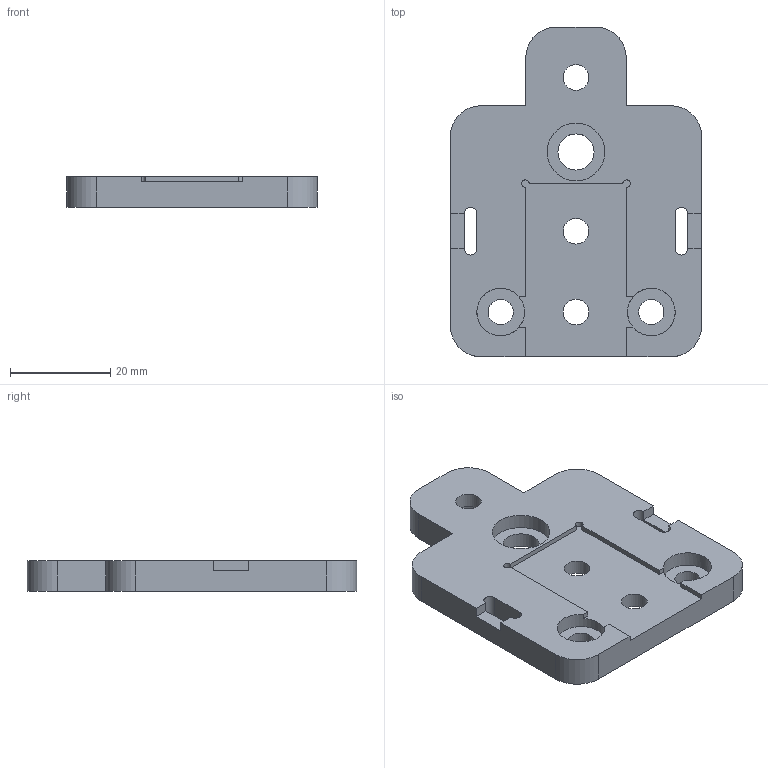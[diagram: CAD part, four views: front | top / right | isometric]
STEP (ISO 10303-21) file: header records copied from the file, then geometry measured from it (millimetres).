
FILE_DESCRIPTION( ( '' ), ' ' );
FILE_NAME( '57b42d2fe4b08d2229dc834f.step', '2016-08-17T09:24:00', ( '' ), ( '' ), ' ', ' ', ' ' );
FILE_SCHEMA( ( 'AUTOMOTIVE_DESIGN { 1 0 10303 214 1 1 1 1 }' ) );
Length unit declared in the file: metre
Products named in the file (1): FLM_mini v plate_R
Bounding box: 50 x 65.65 x 6 mm (x, y, z)
Volume: 13722.3 mm3; surface area: 7571.4 mm2
Topology: 1 solids, 1 shells, 60 faces, 164 edges, 108 vertices
Faces by surface type: plane 36, cylinder 24
Full cylindrical faces by diameter (mm): 5.01 x2, 5.1 x3, 7.2 x1, 9.5 x3, 11.5 x1, 12 x2
Entity records: 2356 total; most frequent: DIRECTION 322, CARTESIAN_POINT 317, ORIENTED_EDGE 300, EDGE_CURVE 150, AXIS2_PLACEMENT_3D 111, VERTEX_POINT 106, LINE 100, VECTOR 100
